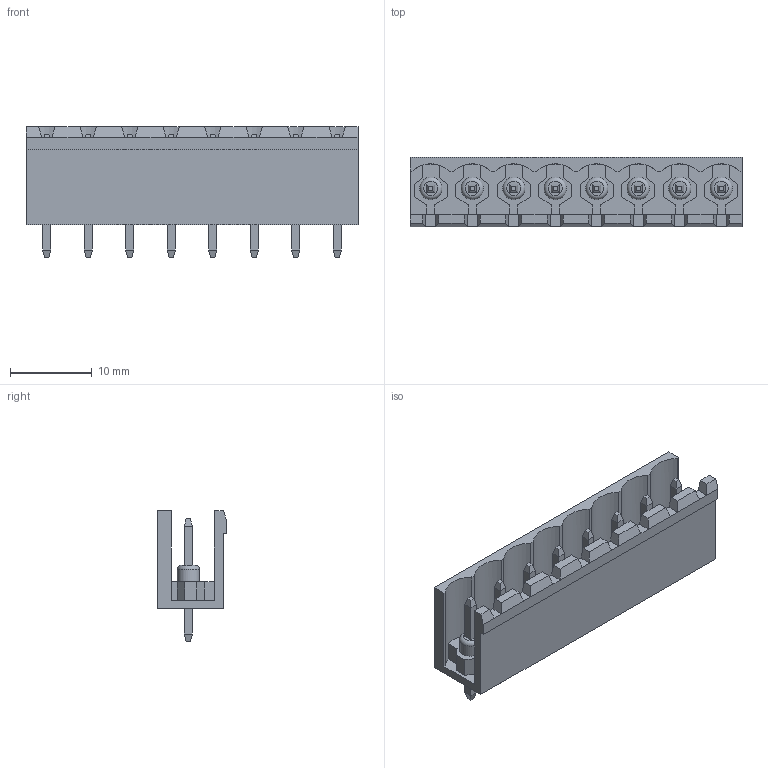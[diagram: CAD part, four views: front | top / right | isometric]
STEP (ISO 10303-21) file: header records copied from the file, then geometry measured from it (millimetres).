
FILE_DESCRIPTION( ( 'Unknown' ), '1' );
FILE_NAME( '691311500008.stp', 'Unknown', ( 'Unknown' ), ( 'Unknown' ), 'PSStep 15.0.49', 'Unknown', ' ' );
FILE_SCHEMA( ( 'AUTOMOTIVE_DESIGN { 1 0 10303 214 1 1 1 1 }' ) );
Length unit declared in the file: millimetre
Products named in the file (3): Assem1; 6913115000xx_PIN; 691311500108
Assembly tree (9 placements, depth 2):
  Assem1
    6913115000xx_PIN  x8
    691311500108
Bounding box: 40.64 x 8.5 x 16 mm (x, y, z)
Volume: 1601.5 mm3; surface area: 3681.1 mm2
Topology: 9 solids, 9 shells, 391 faces, 1039 edges, 666 vertices
Faces by surface type: plane 367, cylinder 16, torus 8
Full cylindrical faces by diameter (mm): 2.75 x8
Entity records: 11755 total; most frequent: CARTESIAN_POINT 1668, ORIENTED_EDGE 1638, DIRECTION 1481, EDGE_CURVE 819, LINE 763, VECTOR 763, VERTEX_POINT 546, AXIS2_PLACEMENT_3D 359
